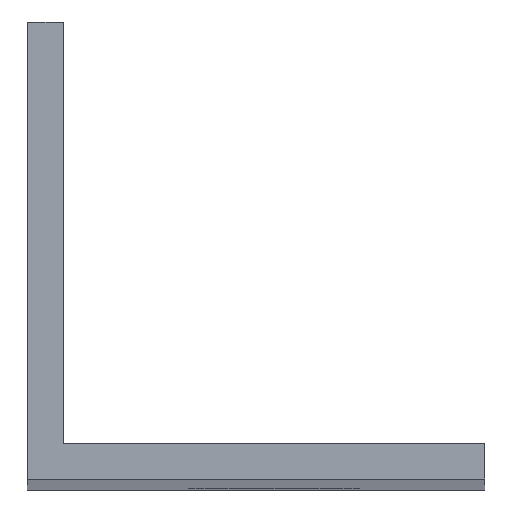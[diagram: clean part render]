
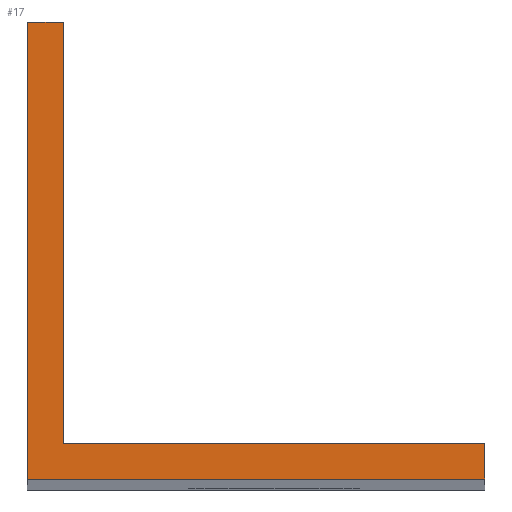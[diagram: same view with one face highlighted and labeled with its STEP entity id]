
A CAD part, top view. The second image highlights one B-rep face of the part: STEP entity #17.
In plain terms, the highlighted planar face has unit normal (0, 0, 1).
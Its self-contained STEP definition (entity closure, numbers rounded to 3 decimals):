
#15 = DIRECTION ( 'NONE',  ( 0., -1., 0. ) ) ;
#17 = ADVANCED_FACE ( 'NONE', ( #105 ), #63, .F. ) ;
#21 = VERTEX_POINT ( 'NONE', #167 ) ;
#29 = VERTEX_POINT ( 'NONE', #65 ) ;
#32 = CARTESIAN_POINT ( 'NONE',  ( 12.7, 2., 175. ) ) ;
#42 = LINE ( 'NONE', #71, #111 ) ;
#46 = CARTESIAN_POINT ( 'NONE',  ( 12.7, 0., 175. ) ) ;
#49 = VERTEX_POINT ( 'NONE', #278 ) ;
#63 = PLANE ( 'NONE',  #116 ) ;
#65 = CARTESIAN_POINT ( 'NONE',  ( 12.7, 2., 175. ) ) ;
#68 = VERTEX_POINT ( 'NONE', #421 ) ;
#71 = CARTESIAN_POINT ( 'NONE',  ( 12.7, 2., 175. ) ) ;
#78 = CARTESIAN_POINT ( 'NONE',  ( -12.7, 2., 175. ) ) ;
#81 = VECTOR ( 'NONE', #15, 1000. ) ;
#92 = LINE ( 'NONE', #222, #81 ) ;
#105 = FACE_OUTER_BOUND ( 'NONE', #385, .T. ) ;
#111 = VECTOR ( 'NONE', #199, 1000. ) ;
#114 = EDGE_CURVE ( 'NONE', #29, #392, #42, .T. ) ;
#115 = CARTESIAN_POINT ( 'NONE',  ( 12.7, 0., 175. ) ) ;
#116 = AXIS2_PLACEMENT_3D ( 'NONE', #32, #200, #197 ) ;
#121 = DIRECTION ( 'NONE',  ( 1., 0., 0. ) ) ;
#123 = VECTOR ( 'NONE', #248, 1000. ) ;
#141 = CARTESIAN_POINT ( 'NONE',  ( -12.7, 25.4, 175. ) ) ;
#143 = LINE ( 'NONE', #78, #123 ) ;
#147 = CARTESIAN_POINT ( 'NONE',  ( 12.7, 2., 175. ) ) ;
#148 = DIRECTION ( 'NONE',  ( 1., 0., 0. ) ) ;
#167 = CARTESIAN_POINT ( 'NONE',  ( -10.7, 2., 175. ) ) ;
#179 = DIRECTION ( 'NONE',  ( 1., 0., 0. ) ) ;
#183 = EDGE_CURVE ( 'NONE', #401, #49, #441, .T. ) ;
#193 = ORIENTED_EDGE ( 'NONE', *, *, #114, .F. ) ;
#197 = DIRECTION ( 'NONE',  ( -1., 0., 0. ) ) ;
#198 = ORIENTED_EDGE ( 'NONE', *, *, #252, .T. ) ;
#199 = DIRECTION ( 'NONE',  ( 0., -1., 0. ) ) ;
#200 = DIRECTION ( 'NONE',  ( 0., 0., -1. ) ) ;
#216 = VECTOR ( 'NONE', #179, 1000. ) ;
#222 = CARTESIAN_POINT ( 'NONE',  ( -10.7, 25.4, 175. ) ) ;
#228 = ORIENTED_EDGE ( 'NONE', *, *, #389, .F. ) ;
#248 = DIRECTION ( 'NONE',  ( 0., -1., 0. ) ) ;
#252 = EDGE_CURVE ( 'NONE', #401, #68, #143, .T. ) ;
#272 = VECTOR ( 'NONE', #121, 1000. ) ;
#278 = CARTESIAN_POINT ( 'NONE',  ( -10.7, 25.4, 175. ) ) ;
#304 = EDGE_CURVE ( 'NONE', #21, #29, #423, .T. ) ;
#308 = LINE ( 'NONE', #46, #272 ) ;
#310 = ORIENTED_EDGE ( 'NONE', *, *, #183, .F. ) ;
#324 = CARTESIAN_POINT ( 'NONE',  ( -12.7, 25.4, 175. ) ) ;
#334 = ORIENTED_EDGE ( 'NONE', *, *, #304, .F. ) ;
#378 = VECTOR ( 'NONE', #148, 1000. ) ;
#385 = EDGE_LOOP ( 'NONE', ( #438, #193, #334, #228, #310, #198 ) ) ;
#389 = EDGE_CURVE ( 'NONE', #49, #21, #92, .T. ) ;
#392 = VERTEX_POINT ( 'NONE', #115 ) ;
#401 = VERTEX_POINT ( 'NONE', #324 ) ;
#421 = CARTESIAN_POINT ( 'NONE',  ( -12.7, 0., 175. ) ) ;
#423 = LINE ( 'NONE', #147, #378 ) ;
#424 = EDGE_CURVE ( 'NONE', #68, #392, #308, .T. ) ;
#438 = ORIENTED_EDGE ( 'NONE', *, *, #424, .T. ) ;
#441 = LINE ( 'NONE', #141, #216 ) ;
